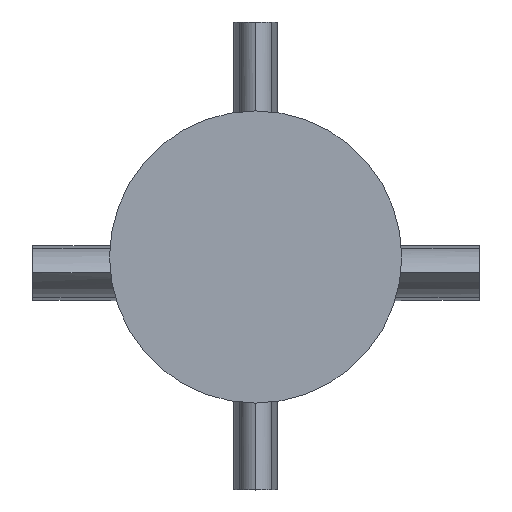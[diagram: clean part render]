
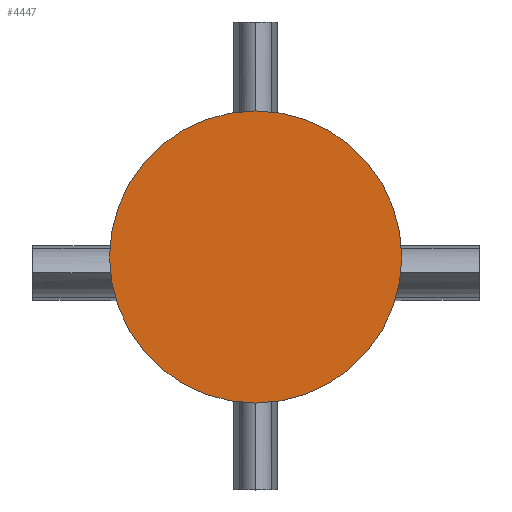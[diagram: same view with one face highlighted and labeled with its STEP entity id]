
A CAD part, top view. The second image highlights one B-rep face of the part: STEP entity #4447.
In plain terms, the highlighted planar face has unit normal (0, 0, 1).
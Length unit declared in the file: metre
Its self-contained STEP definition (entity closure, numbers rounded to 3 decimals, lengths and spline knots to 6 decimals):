
#47 = B_SPLINE_SURFACE_WITH_KNOTS('',12,1,(
    (#48,#49)
    ,(#50,#51)
    ,(#52,#53)
    ,(#54,#55)
    ,(#56,#57)
    ,(#58,#59)
    ,(#60,#61)
    ,(#62,#63)
    ,(#64,#65)
    ,(#66,#67)
    ,(#68,#69)
    ,(#70,#71)
    ,(#72,#73)
    ,(#74,#75)
    ,(#76,#77)
    ,(#78,#79)
    ,(#80,#81)
    ,(#82,#83)
    ,(#84,#85)
    ,(#86,#87)
    ,(#88,#89)
    ,(#90,#91)
    ,(#92,#93)
    ,(#94,#95
    )),.UNSPECIFIED.,.T.,.F.,.F.,(1,12,11,12,1),(2,2),(-3.141593,0.
    ,3.141593,6.283185,9.424778),(0.,1.),.UNSPECIFIED.);
#48 = CARTESIAN_POINT('',(0.582691,0.,-33.540984));
#49 = CARTESIAN_POINT('',(2.3,0.25,-27.690984));
#50 = CARTESIAN_POINT('',(0.582691,-0.152548,-33.540984));
#51 = CARTESIAN_POINT('',(2.3,-0.352139,-27.690984));
#52 = CARTESIAN_POINT('',(0.539123,-0.305096,-33.540984)
  );
#53 = CARTESIAN_POINT('',(2.12803,-0.954277,-27.690984)
  );
#54 = CARTESIAN_POINT('',(0.451988,-0.443957,-33.540984)
  );
#55 = CARTESIAN_POINT('',(1.784089,-1.50239,-27.690984
    ));
#56 = CARTESIAN_POINT('',(0.326063,-0.555443,-33.540984
    ));
#57 = CARTESIAN_POINT('',(1.287036,-1.94245,-27.690984
    ));
#58 = CARTESIAN_POINT('',(0.170903,-0.627745,-33.540984
    ));
#59 = CARTESIAN_POINT('',(0.67459,-2.227838,-27.690984
    ));
#60 = CARTESIAN_POINT('',(0.,-0.652802,-33.540984)
  );
#61 = CARTESIAN_POINT('',(0.,-2.326745,-27.690984
    ));
#62 = CARTESIAN_POINT('',(-0.170903,-0.627745,
    -33.540984));
#63 = CARTESIAN_POINT('',(-0.67459,-2.227838,-27.690984)
  );
#64 = CARTESIAN_POINT('',(-0.326063,-0.555443,
    -33.540984));
#65 = CARTESIAN_POINT('',(-1.287036,-1.94245,
    -27.690984));
#66 = CARTESIAN_POINT('',(-0.451988,-0.443957,-33.540984
    ));
#67 = CARTESIAN_POINT('',(-1.784089,-1.50239,
    -27.690984));
#68 = CARTESIAN_POINT('',(-0.539123,-0.305096,-33.540984
    ));
#69 = CARTESIAN_POINT('',(-2.12803,-0.954277,-27.690984
    ));
#70 = CARTESIAN_POINT('',(-0.582691,-0.152548,-33.540984));
#71 = CARTESIAN_POINT('',(-2.3,-0.352139,-27.690984));
#72 = CARTESIAN_POINT('',(-0.582691,0.152548,-33.540984));
#73 = CARTESIAN_POINT('',(-2.3,0.852139,-27.690984));
#74 = CARTESIAN_POINT('',(-0.539123,0.305096,-33.540984)
  );
#75 = CARTESIAN_POINT('',(-2.12803,1.454277,-27.690984)
  );
#76 = CARTESIAN_POINT('',(-0.451988,0.443957,-33.540984
    ));
#77 = CARTESIAN_POINT('',(-1.784089,2.00239,-27.690984)
  );
#78 = CARTESIAN_POINT('',(-0.326063,0.555443,-33.540984
    ));
#79 = CARTESIAN_POINT('',(-1.287036,2.44245,-27.690984
    ));
#80 = CARTESIAN_POINT('',(-0.170903,0.627745,-33.540984)
  );
#81 = CARTESIAN_POINT('',(-0.67459,2.727838,-27.690984
    ));
#82 = CARTESIAN_POINT('',(0.,0.652802,-33.540984));
#83 = CARTESIAN_POINT('',(0.,2.826745,-27.690984)
  );
#84 = CARTESIAN_POINT('',(0.170903,0.627745,-33.540984)
  );
#85 = CARTESIAN_POINT('',(0.67459,2.727838,-27.690984)
  );
#86 = CARTESIAN_POINT('',(0.326063,0.555443,-33.540984)
  );
#87 = CARTESIAN_POINT('',(1.287036,2.44245,-27.690984)
  );
#88 = CARTESIAN_POINT('',(0.451988,0.443957,-33.540984)
  );
#89 = CARTESIAN_POINT('',(1.784089,2.00239,-27.690984)
  );
#90 = CARTESIAN_POINT('',(0.539123,0.305096,-33.540984)
  );
#91 = CARTESIAN_POINT('',(2.12803,1.454277,-27.690984)
  );
#92 = CARTESIAN_POINT('',(0.582691,0.152548,-33.540984));
#93 = CARTESIAN_POINT('',(2.3,0.852139,-27.690984));
#94 = CARTESIAN_POINT('',(0.582691,0.,-33.540984));
#95 = CARTESIAN_POINT('',(2.3,0.25,-27.690984));
#530 = VERTEX_POINT('',#531);
#531 = CARTESIAN_POINT('',(2.3,0.25,-27.690984));
#551 = EDGE_CURVE('',#530,#530,#552,.T.);
#552 = SURFACE_CURVE('',#553,(#558,#565),.PCURVE_S1.);
#553 = CIRCLE('',#554,2.3);
#554 = AXIS2_PLACEMENT_3D('',#555,#556,#557);
#555 = CARTESIAN_POINT('',(0.,0.25,-27.690984));
#556 = DIRECTION('',(0.,0.,-1.));
#557 = DIRECTION('',(1.,0.,0.));
#558 = PCURVE('',#47,#559);
#559 = DEFINITIONAL_REPRESENTATION('',(#560),#564);
#560 = LINE('',#561,#562);
#561 = CARTESIAN_POINT('',(0.,1.));
#562 = VECTOR('',#563,1.);
#563 = DIRECTION('',(1.,0.));
#564 = ( GEOMETRIC_REPRESENTATION_CONTEXT(2) 
PARAMETRIC_REPRESENTATION_CONTEXT() REPRESENTATION_CONTEXT('2D SPACE',''
  ) );
#565 = PCURVE('',#566,#571);
#566 = PLANE('',#567);
#567 = AXIS2_PLACEMENT_3D('',#568,#569,#570);
#568 = CARTESIAN_POINT('',(0.,0.25,-27.690984));
#569 = DIRECTION('',(0.,0.,1.));
#570 = DIRECTION('',(1.,0.,-0.));
#571 = DEFINITIONAL_REPRESENTATION('',(#572),#580);
#572 = ( BOUNDED_CURVE() B_SPLINE_CURVE(2,(#573,#574,#575,#576,#577,#578
,#579),.UNSPECIFIED.,.T.,.F.) B_SPLINE_CURVE_WITH_KNOTS((1,2,2,2,2,1),(
    -2.094395,0.,2.094395,4.18879,6.283185,
8.37758),.UNSPECIFIED.) CURVE() GEOMETRIC_REPRESENTATION_ITEM() 
RATIONAL_B_SPLINE_CURVE((1.,0.5,1.,0.5,1.,0.5,1.)) REPRESENTATION_ITEM(
  '') );
#573 = CARTESIAN_POINT('',(2.3,0.));
#574 = CARTESIAN_POINT('',(2.3,-3.984));
#575 = CARTESIAN_POINT('',(-1.15,-1.992));
#576 = CARTESIAN_POINT('',(-4.6,0.));
#577 = CARTESIAN_POINT('',(-1.15,1.992));
#578 = CARTESIAN_POINT('',(2.3,3.984));
#579 = CARTESIAN_POINT('',(2.3,0.));
#580 = ( GEOMETRIC_REPRESENTATION_CONTEXT(2) 
PARAMETRIC_REPRESENTATION_CONTEXT() REPRESENTATION_CONTEXT('2D SPACE',''
  ) );
#4447 = ADVANCED_FACE('',(#4448),#566,.T.);
#4448 = FACE_BOUND('',#4449,.F.);
#4449 = EDGE_LOOP('',(#4450));
#4450 = ORIENTED_EDGE('',*,*,#551,.T.);
